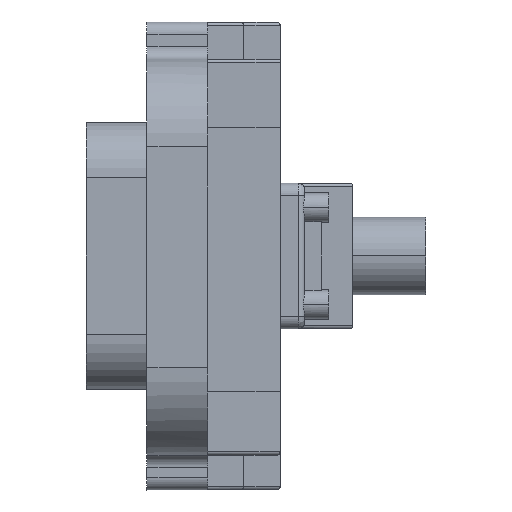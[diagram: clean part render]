
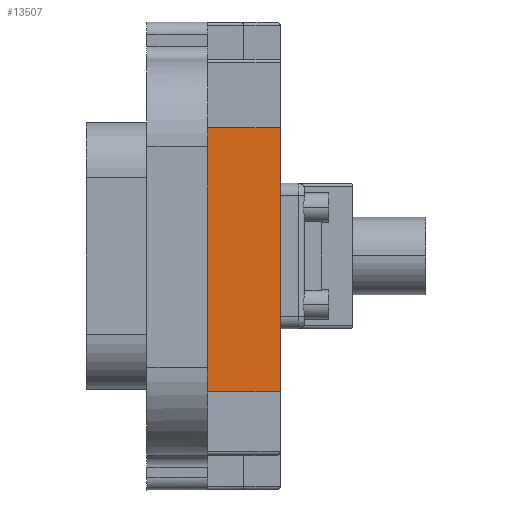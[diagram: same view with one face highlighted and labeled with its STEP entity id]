
A CAD part, left-side view. The second image highlights one B-rep face of the part: STEP entity #13507.
In plain terms, the highlighted planar face has unit normal (-1, 0, 0).
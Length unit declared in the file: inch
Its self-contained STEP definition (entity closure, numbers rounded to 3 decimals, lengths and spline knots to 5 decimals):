
#5367=DIRECTION('',(0.,-1.,0.));
#5368=VECTOR('',#5367,1.5);
#5369=CARTESIAN_POINT('',(-5.0625,0.,2.643));
#5370=LINE('',#5369,#5368);
#5371=DIRECTION('',(0.,0.,-1.));
#5372=VECTOR('',#5371,5.437);
#5373=CARTESIAN_POINT('',(-5.0625,-1.5,2.643));
#5374=LINE('',#5373,#5372);
#5375=DIRECTION('',(0.,0.,1.));
#5376=VECTOR('',#5375,5.437);
#5377=CARTESIAN_POINT('',(-5.0625,0.,-2.794));
#5378=LINE('',#5377,#5376);
#5399=DIRECTION('',(0.,-1.,0.));
#5400=VECTOR('',#5399,1.5);
#5401=CARTESIAN_POINT('',(-5.0625,0.,-2.794));
#5402=LINE('',#5401,#5400);
#6021=CARTESIAN_POINT('',(-5.0625,0.,-2.794));
#6022=CARTESIAN_POINT('',(-5.0625,0.,2.643));
#6023=VERTEX_POINT('',#6021);
#6024=VERTEX_POINT('',#6022);
#6115=CARTESIAN_POINT('',(-5.0625,-1.5,2.643));
#6116=VERTEX_POINT('',#6115);
#6117=CARTESIAN_POINT('',(-5.0625,-1.5,-2.794));
#6118=VERTEX_POINT('',#6117);
#13493=CARTESIAN_POINT('',(-5.0625,-1.5,-4.825));
#13494=DIRECTION('',(-1.,0.,0.));
#13495=DIRECTION('',(0.,1.,0.));
#13496=AXIS2_PLACEMENT_3D('',#13493,#13494,#13495);
#13497=PLANE('',#13496);
#13499=ORIENTED_EDGE('',*,*,#13498,.T.);
#13501=ORIENTED_EDGE('',*,*,#13500,.T.);
#13503=ORIENTED_EDGE('',*,*,#13502,.F.);
#13504=ORIENTED_EDGE('',*,*,#13448,.T.);
#13505=EDGE_LOOP('',(#13499,#13501,#13503,#13504));
#13506=FACE_OUTER_BOUND('',#13505,.F.);
#13507=ADVANCED_FACE('',(#13506),#13497,.T.);
#13448=EDGE_CURVE('',#6023,#6024,#5378,.T.);
#13498=EDGE_CURVE('',#6024,#6116,#5370,.T.);
#13500=EDGE_CURVE('',#6116,#6118,#5374,.T.);
#13502=EDGE_CURVE('',#6023,#6118,#5402,.T.);
